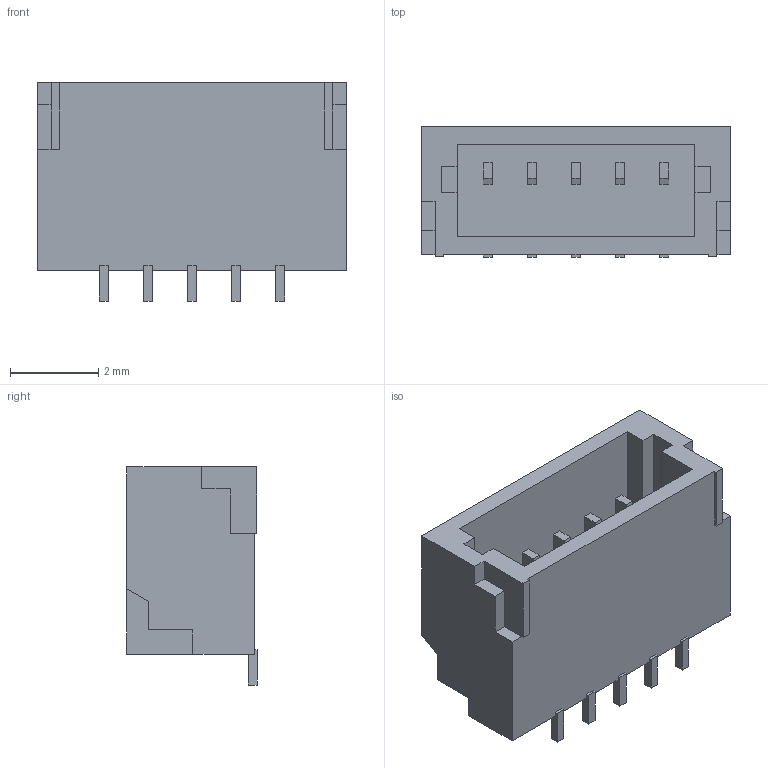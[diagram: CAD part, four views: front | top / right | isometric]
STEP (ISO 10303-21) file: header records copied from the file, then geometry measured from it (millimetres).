
FILE_DESCRIPTION(/* description */ ('STEP AP214'),/* implementation_level */ '2;1');
FILE_NAME(/* name */ 'SM05B-SRSS-TB v1.step',/* time_stamp */ '2024-08-18T21:35:53+02:00',/* author */ (''),/* organization */ (''),/* preprocessor_version */ 'ST-DEVELOPER v20',/* originating_system */ 'Autodesk Translation Framework v13.14.0.145',/* authorisation */ '');
FILE_SCHEMA (('AUTOMOTIVE_DESIGN { 1 0 10303 214 3 1 1 }'));
Length unit declared in the file: millimetre
Products named in the file (1): SM05B-SRSS
Bounding box: 7 x 2.96 x 4.95 mm (x, y, z)
Volume: 50.2 mm3; surface area: 186.9 mm2
Topology: 1 solids, 1 shells, 100 faces, 274 edges, 182 vertices
Faces by surface type: plane 100
Entity records: 3256 total; most frequent: CARTESIAN_POINT 557, ORIENTED_EDGE 548, DIRECTION 476, LINE 274, VECTOR 274, EDGE_CURVE 274, VERTEX_POINT 182, EDGE_LOOP 106
